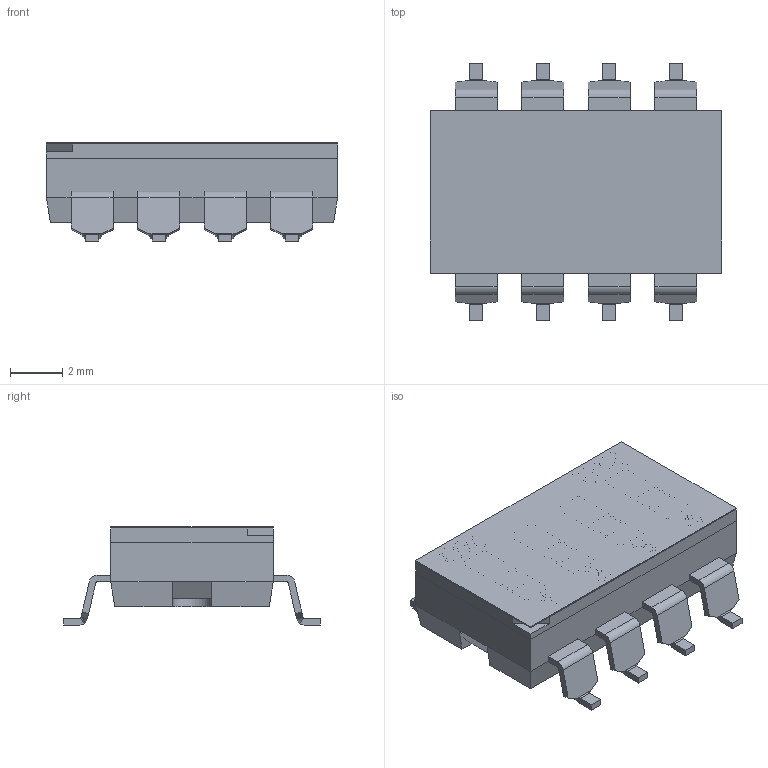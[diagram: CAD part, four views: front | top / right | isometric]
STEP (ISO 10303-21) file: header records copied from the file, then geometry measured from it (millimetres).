
FILE_DESCRIPTION( ( 'Unknown' ), '1' );
FILE_NAME( '418121160804A.stp', 'Unknown', ( 'Unknown' ), ( 'Unknown' ), 'PSStep 17.0.49', 'Unknown', ' ' );
FILE_SCHEMA( ( 'AUTOMOTIVE_DESIGN { 1 0 10303 214 1 1 1 1 }' ) );
Length unit declared in the file: millimetre
Products named in the file (8): Assem1; Actuator; Contact; Base 04; Cover 04; Tape 04; Terminal_front; Terminal_back
Assembly tree (19 placements, depth 2):
  Assem1
    Actuator  x4
    Contact  x4
    Base 04
    Cover 04
    Tape 04
    Terminal_front  x4
    Terminal_back  x4
Bounding box: 11.1 x 9.79 x 3.74 mm (x, y, z)
Volume: 187.2 mm3; surface area: 918.5 mm2
Topology: 19 solids, 19 shells, 735 faces, 2014 edges, 1318 vertices
Faces by surface type: plane 603, cylinder 106, bspline 16, extrusion 10
Full cylindrical faces by diameter (mm): 0.45 x8, 0.5 x16, 1.9 x1
Entity records: 15077 total; most frequent: CARTESIAN_POINT 2804, ORIENTED_EDGE 1990, DIRECTION 1685, EDGE_CURVE 995, VECTOR 767, LINE 757, VERTEX_POINT 650, AXIS2_PLACEMENT_3D 459
